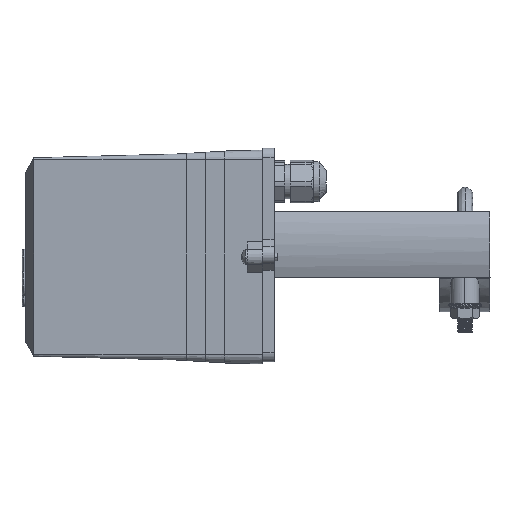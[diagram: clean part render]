
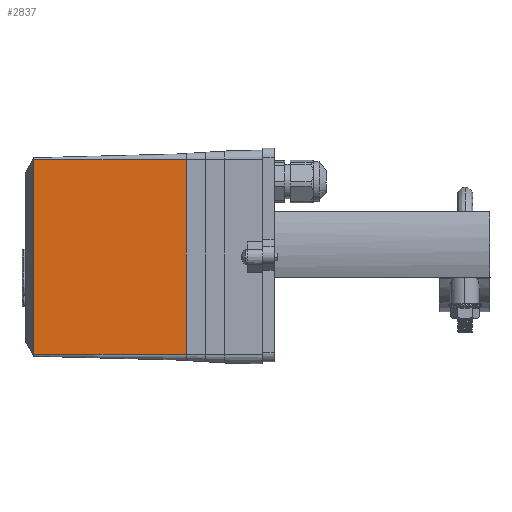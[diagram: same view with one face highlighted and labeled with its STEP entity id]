
A CAD part, left-side view. The second image highlights one B-rep face of the part: STEP entity #2837.
In plain terms, the highlighted face is planar.
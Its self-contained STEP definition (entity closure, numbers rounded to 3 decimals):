
#2837 = ADVANCED_FACE ( 'NONE', ( #92734 ), #35876, .F. ) ;
#2968 = LINE ( 'NONE', #78629, #41459 ) ;
#6709 = DIRECTION ( 'NONE',  ( 0., -0.026, -1. ) ) ;
#8865 = CARTESIAN_POINT ( 'NONE',  ( 51., -50.053, 40. ) ) ;
#9566 = EDGE_CURVE ( 'NONE', #57249, #69696, #38670, .T. ) ;
#9817 = EDGE_CURVE ( 'NONE', #69696, #91265, #51964, .T. ) ;
#13008 = CARTESIAN_POINT ( 'NONE',  ( -51., -50.053, 40. ) ) ;
#15641 = ORIENTED_EDGE ( 'NONE', *, *, #84798, .F. ) ;
#15826 = DIRECTION ( 'NONE',  ( 1., 0., 0. ) ) ;
#16471 = DIRECTION ( 'NONE',  ( 0., -1., 0.026 ) ) ;
#18476 = EDGE_CURVE ( 'NONE', #55634, #57249, #84097, .T. ) ;
#19204 = DIRECTION ( 'NONE',  ( 0., 0.026, 1. ) ) ;
#20393 = ORIENTED_EDGE ( 'NONE', *, *, #9817, .F. ) ;
#25523 = CARTESIAN_POINT ( 'NONE',  ( 0., -50.053, 40. ) ) ;
#26158 = CARTESIAN_POINT ( 'NONE',  ( 0., -50.053, 40. ) ) ;
#28976 = CARTESIAN_POINT ( 'NONE',  ( 51., -50.053, 40. ) ) ;
#30459 = VECTOR ( 'NONE', #32450, 1000. ) ;
#32450 = DIRECTION ( 'NONE',  ( -1., 0., 0. ) ) ;
#35876 = PLANE ( 'NONE',  #63221 ) ;
#38670 = LINE ( 'NONE', #28976, #43874 ) ;
#41459 = VECTOR ( 'NONE', #68835, 1000. ) ;
#42135 = CARTESIAN_POINT ( 'NONE',  ( 44.5, -47.962, 119.836 ) ) ;
#43874 = VECTOR ( 'NONE', #19204, 1000. ) ;
#48159 = VECTOR ( 'NONE', #15826, 1000. ) ;
#48735 = ORIENTED_EDGE ( 'NONE', *, *, #9566, .F. ) ;
#51964 = LINE ( 'NONE', #42135, #30459 ) ;
#55634 = VERTEX_POINT ( 'NONE', #13008 ) ;
#57249 = VERTEX_POINT ( 'NONE', #8865 ) ;
#62716 = CARTESIAN_POINT ( 'NONE',  ( 51., -47.962, 119.836 ) ) ;
#63221 = AXIS2_PLACEMENT_3D ( 'NONE', #26158, #16471, #6709 ) ;
#68835 = DIRECTION ( 'NONE',  ( 0., -0.026, -1. ) ) ;
#69696 = VERTEX_POINT ( 'NONE', #62716 ) ;
#75341 = EDGE_LOOP ( 'NONE', ( #48735, #89901, #15641, #20393 ) ) ;
#78629 = CARTESIAN_POINT ( 'NONE',  ( -51., -50.053, 40. ) ) ;
#82349 = CARTESIAN_POINT ( 'NONE',  ( -51., -47.962, 119.836 ) ) ;
#84097 = LINE ( 'NONE', #25523, #48159 ) ;
#84798 = EDGE_CURVE ( 'NONE', #91265, #55634, #2968, .T. ) ;
#89901 = ORIENTED_EDGE ( 'NONE', *, *, #18476, .F. ) ;
#91265 = VERTEX_POINT ( 'NONE', #82349 ) ;
#92734 = FACE_OUTER_BOUND ( 'NONE', #75341, .T. ) ;
